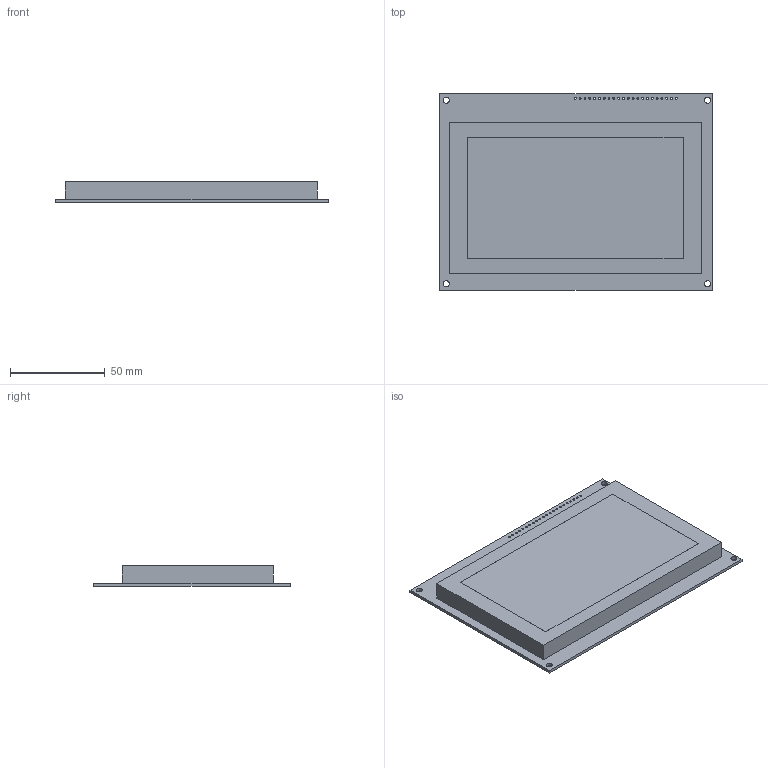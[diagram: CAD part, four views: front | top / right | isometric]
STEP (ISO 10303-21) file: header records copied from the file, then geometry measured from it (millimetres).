
FILE_DESCRIPTION (( 'STEP AP214' ), '1' );
FILE_NAME ('BiggDisplay.STEP', '2021-08-06T23:34:54', ( '' ), ( '' ), 'SwSTEP 2.0', 'SolidWorks 2020', '' );
FILE_SCHEMA (( 'AUTOMOTIVE_DESIGN' ));
Length unit declared in the file: inch
Products named in the file (1): BiggDisplay
Bounding box: 144 x 104 x 10.97 mm (x, y, z)
Volume: 123421.7 mm3; surface area: 49405.2 mm2
Topology: 2 solids, 2 shells, 69 faces, 192 edges, 128 vertices
Faces by surface type: cylinder 52, plane 17
Entity records: 3244 total; most frequent: DIRECTION 436, CARTESIAN_POINT 390, ORIENTED_EDGE 384, EDGE_CURVE 192, AXIS2_PLACEMENT_3D 174, VERTEX_POINT 128, EDGE_LOOP 122, CIRCLE 104
